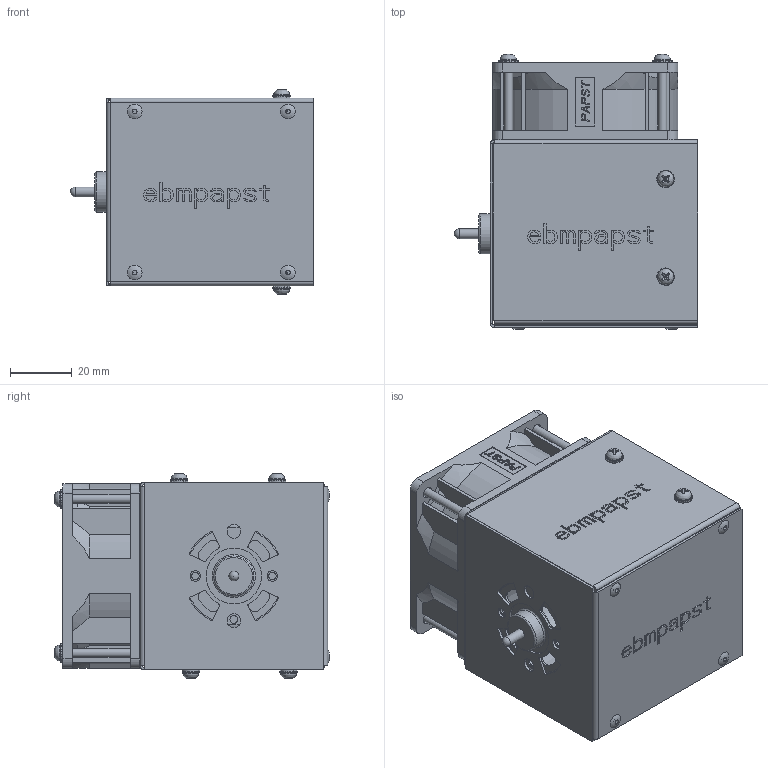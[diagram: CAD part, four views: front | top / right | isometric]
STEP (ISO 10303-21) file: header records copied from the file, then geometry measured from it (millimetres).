
FILE_DESCRIPTION(/* description */ (''),/* implementation_level */ '2;1');
FILE_NAME(/* name */ 'MISC_IceCubeCooler_03.iam.step',/* time_stamp */ '2014-01-07T11:29:45-08:00',/* author */ ('Philip'),/* organization */ (''),/* preprocessor_version */ 'ST-DEVELOPER v15.2',/* originating_system */ 'Autodesk Inventor 2014',/* authorisation */ '');
FILE_SCHEMA (('AUTOMOTIVE_DESIGN { 1 0 10303 214 3 1 1 }'));
Products named in the file (17): 118-00-11851; S-440-0; 310-05-0003; 118-00-11851_ASM; 612N_2M_RBT; 305-12-0006; 300-12-0006; MABUCHIMOTOR; SMALLMOTOR_PCB_ASM; 456-15-0253; 118-00-11854; SO-6440-10; S-440-1; 118-00-11854_ASM; 300-12-0041; 118-00-11855; MISC_IceCubeCooler_03
Bounding box: 79 x 89.38 x 66.55 mm (x, y, z)
Volume: 65615.3 mm3; surface area: 96996.9 mm2
Topology: 41 solids, 41 shells, 3185 faces, 8482 edges, 5458 vertices
Faces by surface type: plane 2549, cylinder 562, bspline 62, torus 11, sphere 1
Full cylindrical faces by diameter (mm): 1.321 x4, 1.524 x4, 2 x2, 2.362 x4, 2.464 x1, 2.5 x3, 2.54 x18, 2.819 x2, 2.845 x20, 3.175 x1, 3.2 x2, 3.302 x8, 3.404 x2, 3.429 x4, 3.7 x8, 4.191 x8, 4.216 x8, 4.445 x2, 5.182 x12, 5.385 x4, 5.41 x4, 6.35 x8, 6.9 x1, 10.75 x1, 13 x1, 15.545 x1, 18.034 x1, 24 x1, 30.988 x1, 34.51 x2
Entity records: 63635 total; most frequent: CARTESIAN_POINT 13339, ORIENTED_EDGE 10566, DIRECTION 9732, EDGE_CURVE 5283, LINE 4472, VECTOR 4472, VERTEX_POINT 3529, AXIS2_PLACEMENT_3D 2630
